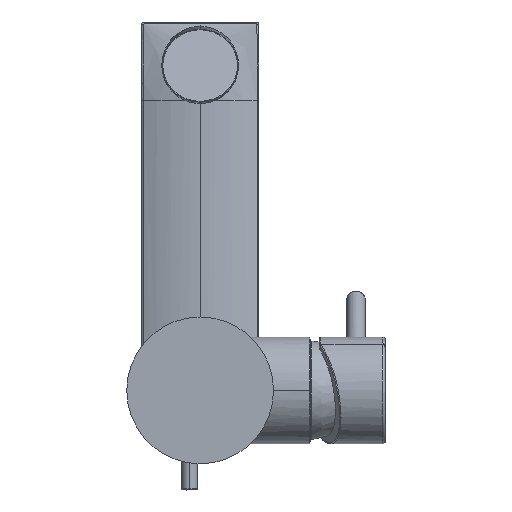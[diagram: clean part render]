
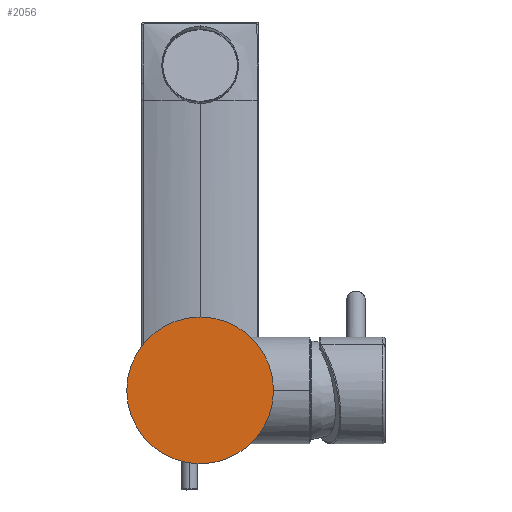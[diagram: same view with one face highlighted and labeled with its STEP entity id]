
A CAD part, front view. The second image highlights one B-rep face of the part: STEP entity #2056.
In plain terms, the highlighted planar face has unit normal (0, -1, 0).
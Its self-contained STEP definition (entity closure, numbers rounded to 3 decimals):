
#32 = VERTEX_POINT ( 'NONE', #2200 ) ;
#80 = DIRECTION ( 'NONE',  ( 0., 0., 1. ) ) ;
#84 = DIRECTION ( 'NONE',  ( 0., 1., 0. ) ) ;
#110 = PLANE ( 'NONE',  #3846 ) ;
#149 = CARTESIAN_POINT ( 'NONE',  ( 0., -5., 0. ) ) ;
#297 = AXIS2_PLACEMENT_3D ( 'NONE', #2869, #2857, #2759 ) ;
#1281 = FACE_OUTER_BOUND ( 'NONE', #4212, .T. ) ;
#2056 = ADVANCED_FACE ( 'NONE', ( #1281 ), #110, .F. ) ;
#2200 = CARTESIAN_POINT ( 'NONE',  ( 0., -5., -27.5 ) ) ;
#2652 = CIRCLE ( 'NONE', #297, 27.5 ) ;
#2759 = DIRECTION ( 'NONE',  ( 0., 0., 1. ) ) ;
#2857 = DIRECTION ( 'NONE',  ( 0., 1., 0. ) ) ;
#2869 = CARTESIAN_POINT ( 'NONE',  ( 0., -5., 0. ) ) ;
#3471 = ORIENTED_EDGE ( 'NONE', *, *, #5228, .F. ) ;
#3846 = AXIS2_PLACEMENT_3D ( 'NONE', #149, #84, #80 ) ;
#3978 = CIRCLE ( 'NONE', #5222, 27.5 ) ;
#4212 = EDGE_LOOP ( 'NONE', ( #5003, #3471 ) ) ;
#4701 = VERTEX_POINT ( 'NONE', #5847 ) ;
#5003 = ORIENTED_EDGE ( 'NONE', *, *, #5777, .F. ) ;
#5222 = AXIS2_PLACEMENT_3D ( 'NONE', #6148, #6142, #6130 ) ;
#5228 = EDGE_CURVE ( 'NONE', #4701, #32, #2652, .T. ) ;
#5777 = EDGE_CURVE ( 'NONE', #32, #4701, #3978, .T. ) ;
#5847 = CARTESIAN_POINT ( 'NONE',  ( 0., -5., 27.5 ) ) ;
#6130 = DIRECTION ( 'NONE',  ( 0., 0., 1. ) ) ;
#6142 = DIRECTION ( 'NONE',  ( 0., 1., 0. ) ) ;
#6148 = CARTESIAN_POINT ( 'NONE',  ( 0., -5., 0. ) ) ;
